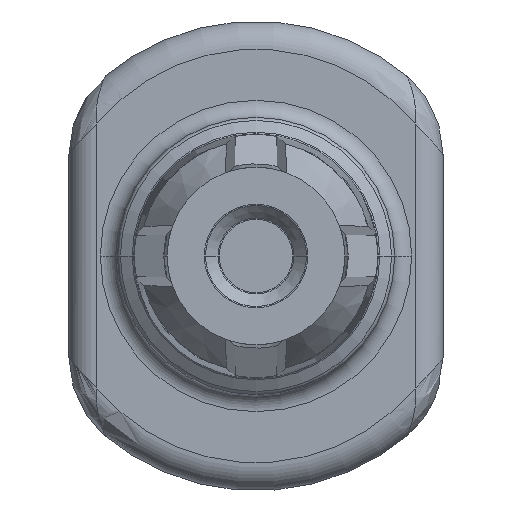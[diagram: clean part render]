
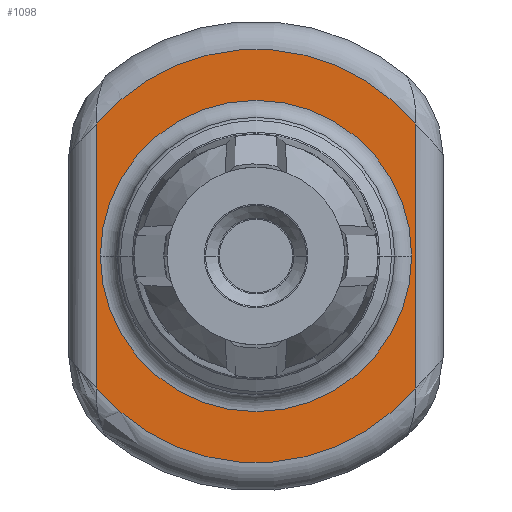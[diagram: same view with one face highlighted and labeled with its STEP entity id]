
A CAD part, front view. The second image highlights one B-rep face of the part: STEP entity #1098.
In plain terms, the highlighted planar face has unit normal (0, -1, 0).
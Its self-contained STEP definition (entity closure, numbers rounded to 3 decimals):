
#145=DIRECTION('',(0.,0.,1.));
#146=VECTOR('',#145,7.759);
#147=CARTESIAN_POINT('',(4.675,53.65,-3.879));
#148=LINE('',#147,#146);
#152=CARTESIAN_POINT('',(0.,53.65,0.));
#153=DIRECTION('',(0.,-1.,0.));
#154=DIRECTION('',(-0.77,0.,-0.639));
#155=AXIS2_PLACEMENT_3D('',#152,#153,#154);
#160=DIRECTION('',(0.,0.,-1.));
#161=VECTOR('',#160,7.759);
#162=CARTESIAN_POINT('',(-4.675,53.65,3.879));
#163=LINE('',#162,#161);
#167=CARTESIAN_POINT('',(0.,53.65,0.));
#168=DIRECTION('',(0.,-1.,0.));
#169=DIRECTION('',(0.77,0.,0.639));
#170=AXIS2_PLACEMENT_3D('',#167,#168,#169);
#175=CARTESIAN_POINT('',(0.,53.65,0.));
#176=DIRECTION('',(0.,-1.,0.));
#177=DIRECTION('',(-1.,0.,0.));
#178=AXIS2_PLACEMENT_3D('',#175,#176,#177);
#183=CARTESIAN_POINT('',(0.,53.65,0.));
#184=DIRECTION('',(0.,-1.,0.));
#185=DIRECTION('',(1.,0.,0.));
#186=AXIS2_PLACEMENT_3D('',#183,#184,#185);
#208=CARTESIAN_POINT('',(4.675,53.65,-3.879));
#213=CARTESIAN_POINT('',(4.675,53.65,3.879));
#847=CARTESIAN_POINT('',(-4.675,53.65,-3.879));
#891=CARTESIAN_POINT('',(-4.675,53.65,3.879));
#999=CARTESIAN_POINT('',(-4.575,53.65,0.));
#1000=CARTESIAN_POINT('',(4.575,53.65,0.));
#1001=VERTEX_POINT('',#999);
#1002=VERTEX_POINT('',#1000);
#1011=VERTEX_POINT('',#213);
#1013=VERTEX_POINT('',#891);
#1016=VERTEX_POINT('',#208);
#1017=VERTEX_POINT('',#847);
#1078=CARTESIAN_POINT('',(0.,53.65,0.));
#1079=DIRECTION('',(0.,-1.,0.));
#1080=DIRECTION('',(-1.,0.,0.));
#1081=AXIS2_PLACEMENT_3D('',#1078,#1079,#1080);
#1082=PLANE('',#1081);
#1084=ORIENTED_EDGE('',*,*,#1083,.F.);
#1086=ORIENTED_EDGE('',*,*,#1085,.F.);
#1088=ORIENTED_EDGE('',*,*,#1087,.F.);
#1090=ORIENTED_EDGE('',*,*,#1089,.F.);
#1091=EDGE_LOOP('',(#1084,#1086,#1088,#1090));
#1092=FACE_OUTER_BOUND('',#1091,.F.);
#1094=ORIENTED_EDGE('',*,*,#1093,.T.);
#1095=ORIENTED_EDGE('',*,*,#1068,.T.);
#1096=EDGE_LOOP('',(#1094,#1095));
#1097=FACE_BOUND('',#1096,.F.);
#1098=ADVANCED_FACE('',(#1092,#1097),#1082,.T.);
#156=CIRCLE('',#155,6.075);
#171=CIRCLE('',#170,6.075);
#179=CIRCLE('',#178,4.575);
#187=CIRCLE('',#186,4.575);
#1068=EDGE_CURVE('',#1002,#1001,#187,.T.);
#1083=EDGE_CURVE('',#1016,#1011,#148,.T.);
#1085=EDGE_CURVE('',#1017,#1016,#156,.T.);
#1087=EDGE_CURVE('',#1013,#1017,#163,.T.);
#1089=EDGE_CURVE('',#1011,#1013,#171,.T.);
#1093=EDGE_CURVE('',#1001,#1002,#179,.T.);
